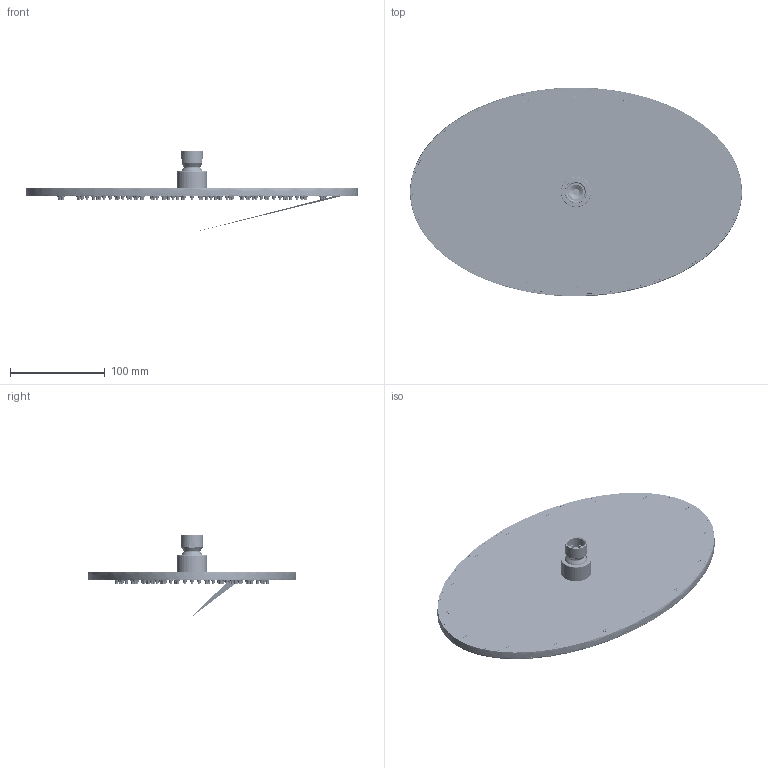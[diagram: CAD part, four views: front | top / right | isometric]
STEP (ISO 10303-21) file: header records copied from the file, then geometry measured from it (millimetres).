
FILE_DESCRIPTION((''),'2;1');
FILE_NAME('ZSOF080CR','2021-11-22T14:24:25',('ut3'),('PAFFONI SpA'),'CREO PARAMETRIC BY PTC INC, 2020044','CREO PARAMETRIC BY PTC INC, 2020044','');
FILE_SCHEMA(('CONFIG_CONTROL_DESIGN','SHAPE_APPEARANCE_LAYERS_GROUPS'));
Products named in the file (1): ZSOF080CR
Bounding box: 350.49 x 220.49 x 85.9 mm (x, y, z)
Volume: 281650.4 mm3; surface area: 250364 mm2
Topology: 1 solids, 1 shells, 4345 faces, 9140 edges, 5276 vertices
Faces by surface type: torus 2311, cylinder 1004, plane 546, cone 464, bspline 8, extrusion 8, sphere 4
Entity records: 172479 total; most frequent: DIRECTION 24968, CARTESIAN_POINT 22001, ORIENTED_EDGE 18280, AXIS2_PLACEMENT_3D 11679, EDGE_CURVE 9140, FILL_AREA_STYLE_COLOUR 8546, FILL_AREA_STYLE 8546, SURFACE_STYLE_FILL_AREA 8546
